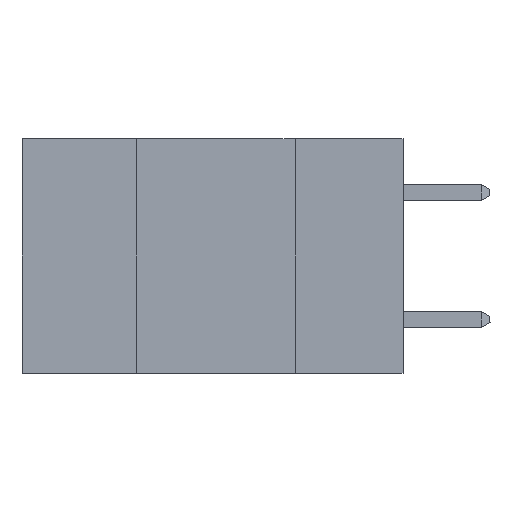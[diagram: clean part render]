
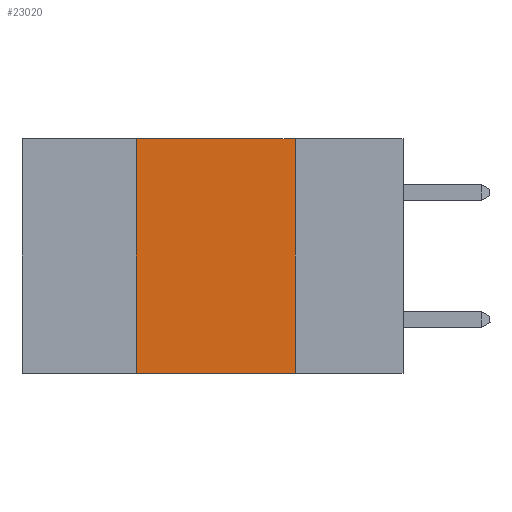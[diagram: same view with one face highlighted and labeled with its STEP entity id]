
A CAD part, left-side view. The second image highlights one B-rep face of the part: STEP entity #23020.
In plain terms, the highlighted planar face has unit normal (-1, 0, 0).
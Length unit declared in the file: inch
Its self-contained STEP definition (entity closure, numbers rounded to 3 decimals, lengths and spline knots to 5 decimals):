
#332 = CARTESIAN_POINT ( 'NONE',  ( 0., 0.42, 0. ) ) ;
#533 = CARTESIAN_POINT ( 'NONE',  ( 0., 0.42, -0.37 ) ) ;
#838 = CARTESIAN_POINT ( 'NONE',  ( 0., 0.6, 0. ) ) ;
#1242 = EDGE_LOOP ( 'NONE', ( #2571, #9625, #19106, #2255 ) ) ;
#1484 = AXIS2_PLACEMENT_3D ( 'NONE', #9941, #8204, #22487 ) ;
#2255 = ORIENTED_EDGE ( 'NONE', *, *, #21104, .T. ) ;
#2571 = ORIENTED_EDGE ( 'NONE', *, *, #14865, .F. ) ;
#2997 = CARTESIAN_POINT ( 'NONE',  ( 0., 0.17, 0. ) ) ;
#3051 = CARTESIAN_POINT ( 'NONE',  ( 0., 0.42, 0. ) ) ;
#3069 = VERTEX_POINT ( 'NONE', #7561 ) ;
#4490 = DIRECTION ( 'NONE',  ( 0., -1., 0. ) ) ;
#4914 = CARTESIAN_POINT ( 'NONE',  ( 0., 0.17, 0. ) ) ;
#5166 = FACE_OUTER_BOUND ( 'NONE', #1242, .T. ) ;
#5390 = EDGE_CURVE ( 'NONE', #10625, #21006, #17599, .T. ) ;
#5944 = DIRECTION ( 'NONE',  ( 0., -1., 0. ) ) ;
#7561 = CARTESIAN_POINT ( 'NONE',  ( 0., 0.17, -0.37 ) ) ;
#7961 = CARTESIAN_POINT ( 'NONE',  ( 0., 0.6, -0.37 ) ) ;
#8204 = DIRECTION ( 'NONE',  ( 1., 0., 0. ) ) ;
#8421 = VECTOR ( 'NONE', #15743, 39.37008 ) ;
#9625 = ORIENTED_EDGE ( 'NONE', *, *, #10610, .F. ) ;
#9941 = CARTESIAN_POINT ( 'NONE',  ( 0., 0.6, 0. ) ) ;
#10610 = EDGE_CURVE ( 'NONE', #21006, #21240, #12267, .T. ) ;
#10625 = VERTEX_POINT ( 'NONE', #533 ) ;
#12267 = LINE ( 'NONE', #838, #13662 ) ;
#12816 = VECTOR ( 'NONE', #15332, 39.37008 ) ;
#13183 = LINE ( 'NONE', #4914, #8421 ) ;
#13662 = VECTOR ( 'NONE', #5944, 39.37008 ) ;
#14865 = EDGE_CURVE ( 'NONE', #21240, #3069, #13183, .T. ) ;
#15332 = DIRECTION ( 'NONE',  ( 0., 0., 1. ) ) ;
#15661 = PLANE ( 'NONE',  #1484 ) ;
#15743 = DIRECTION ( 'NONE',  ( 0., 0., -1. ) ) ;
#17599 = LINE ( 'NONE', #3051, #12816 ) ;
#19106 = ORIENTED_EDGE ( 'NONE', *, *, #5390, .F. ) ;
#19875 = LINE ( 'NONE', #7961, #20716 ) ;
#20716 = VECTOR ( 'NONE', #4490, 39.37008 ) ;
#21006 = VERTEX_POINT ( 'NONE', #332 ) ;
#21104 = EDGE_CURVE ( 'NONE', #10625, #3069, #19875, .T. ) ;
#21240 = VERTEX_POINT ( 'NONE', #2997 ) ;
#22487 = DIRECTION ( 'NONE',  ( 0., 0., -1. ) ) ;
#23020 = ADVANCED_FACE ( 'NONE', ( #5166 ), #15661, .F. ) ;
